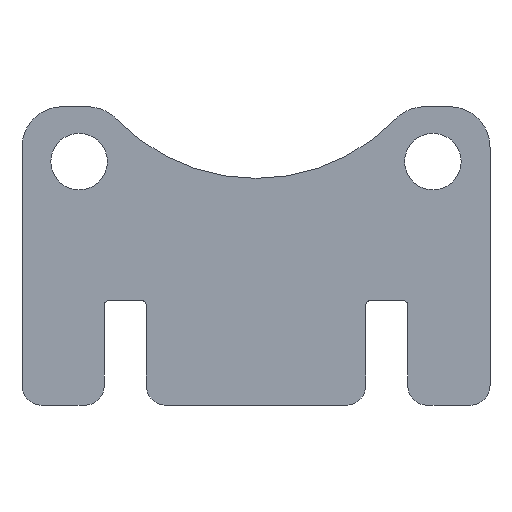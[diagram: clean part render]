
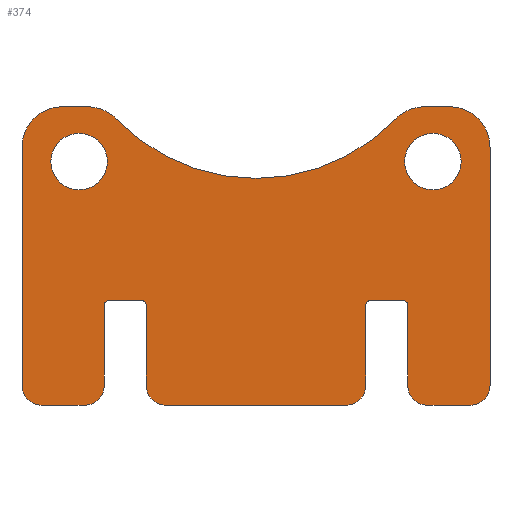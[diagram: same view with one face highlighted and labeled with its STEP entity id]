
A CAD part, front view. The second image highlights one B-rep face of the part: STEP entity #374.
In plain terms, the highlighted planar face has unit normal (0, -1, 0).
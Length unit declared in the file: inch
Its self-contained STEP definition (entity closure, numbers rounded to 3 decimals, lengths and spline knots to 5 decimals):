
#90=CARTESIAN_POINT('',(1.2,0.0,1.85));
#91=VERTEX_POINT('',#90);
#98=CARTESIAN_POINT('',(1.45,0.0,1.6));
#99=VERTEX_POINT('',#98);
#100=CARTESIAN_POINT('',(1.2,0.0,1.6));
#101=DIRECTION('',(0.0,1.0,0.0));
#102=DIRECTION('',(0.707,0.0,0.707));
#103=AXIS2_PLACEMENT_3D('',#100,#101,#102);
#104=CIRCLE('',#103,0.25);
#105=EDGE_CURVE('',#91,#99,#104,.T.);
#116=CARTESIAN_POINT('',(0.,0.0,0.80107));
#117=DIRECTION('',(0.0,1.0,0.0));
#118=DIRECTION('',(0.0,0.0,1.0));
#119=AXIS2_PLACEMENT_3D('',#116,#117,#118);
#120=PLANE('',#119);
#121=ORIENTED_EDGE('',*,*,#105,.F.);
#122=CARTESIAN_POINT('',(1.04422,0.0,1.85));
#123=VERTEX_POINT('',#122);
#124=CARTESIAN_POINT('',(1.04422,0.0,1.85));
#125=DIRECTION('',(1.0,0.0,0.0));
#126=VECTOR('',#125,0.15578);
#127=LINE('',#124,#126);
#128=EDGE_CURVE('',#123,#91,#127,.T.);
#129=ORIENTED_EDGE('',*,*,#128,.F.);
#130=CARTESIAN_POINT('',(0.86418,0.0,1.77345));
#131=VERTEX_POINT('',#130);
#132=CARTESIAN_POINT('',(1.04422,0.0,1.6));
#133=DIRECTION('',(0.0,1.0,0.0));
#134=DIRECTION('',(-0.391,0.0,0.92));
#135=AXIS2_PLACEMENT_3D('',#132,#133,#134);
#136=CIRCLE('',#135,0.25);
#137=EDGE_CURVE('',#131,#123,#136,.T.);
#138=ORIENTED_EDGE('',*,*,#137,.F.);
#139=CARTESIAN_POINT('',(-0.86418,0.0,1.77345));
#140=VERTEX_POINT('',#139);
#141=CARTESIAN_POINT('',(0.0,0.0,2.60603));
#142=DIRECTION('',(0.0,-1.0,0.0));
#143=DIRECTION('',(-0.777,0.0,0.63));
#144=AXIS2_PLACEMENT_3D('',#141,#142,#143);
#145=CIRCLE('',#144,1.2);
#146=EDGE_CURVE('',#140,#131,#145,.T.);
#147=ORIENTED_EDGE('',*,*,#146,.F.);
#148=CARTESIAN_POINT('',(-1.04422,0.0,1.85));
#149=VERTEX_POINT('',#148);
#150=CARTESIAN_POINT('',(-1.04422,0.0,1.6));
#151=DIRECTION('',(0.0,1.0,0.0));
#152=DIRECTION('',(0.391,0.0,0.92));
#153=AXIS2_PLACEMENT_3D('',#150,#151,#152);
#154=CIRCLE('',#153,0.25);
#155=EDGE_CURVE('',#149,#140,#154,.T.);
#156=ORIENTED_EDGE('',*,*,#155,.F.);
#157=CARTESIAN_POINT('',(-1.2,0.0,1.85));
#158=VERTEX_POINT('',#157);
#159=CARTESIAN_POINT('',(-1.2,0.0,1.85));
#160=DIRECTION('',(1.0,0.0,0.0));
#161=VECTOR('',#160,0.15578);
#162=LINE('',#159,#161);
#163=EDGE_CURVE('',#158,#149,#162,.T.);
#164=ORIENTED_EDGE('',*,*,#163,.F.);
#165=CARTESIAN_POINT('',(-1.45,0.0,1.6));
#166=VERTEX_POINT('',#165);
#167=CARTESIAN_POINT('',(-1.2,0.0,1.6));
#168=DIRECTION('',(0.0,1.0,0.0));
#169=DIRECTION('',(-0.707,0.0,0.707));
#170=AXIS2_PLACEMENT_3D('',#167,#168,#169);
#171=CIRCLE('',#170,0.25);
#172=EDGE_CURVE('',#166,#158,#171,.T.);
#173=ORIENTED_EDGE('',*,*,#172,.F.);
#174=CARTESIAN_POINT('',(-1.45,0.0,0.125));
#175=VERTEX_POINT('',#174);
#176=CARTESIAN_POINT('',(-1.45,0.0,0.125));
#177=DIRECTION('',(0.0,0.0,1.0));
#178=VECTOR('',#177,1.475);
#179=LINE('',#176,#178);
#180=EDGE_CURVE('',#175,#166,#179,.T.);
#181=ORIENTED_EDGE('',*,*,#180,.F.);
#182=CARTESIAN_POINT('',(-1.325,0.0,0.));
#183=VERTEX_POINT('',#182);
#184=CARTESIAN_POINT('',(-1.325,0.0,0.125));
#185=DIRECTION('',(0.0,1.0,0.0));
#186=DIRECTION('',(-0.707,0.0,-0.707));
#187=AXIS2_PLACEMENT_3D('',#184,#185,#186);
#188=CIRCLE('',#187,0.125);
#189=EDGE_CURVE('',#183,#175,#188,.T.);
#190=ORIENTED_EDGE('',*,*,#189,.F.);
#191=CARTESIAN_POINT('',(-1.065,0.0,0.));
#192=VERTEX_POINT('',#191);
#193=CARTESIAN_POINT('',(-1.065,0.0,0.));
#194=DIRECTION('',(-1.0,0.0,0.0));
#195=VECTOR('',#194,0.26);
#196=LINE('',#193,#195);
#197=EDGE_CURVE('',#192,#183,#196,.T.);
#198=ORIENTED_EDGE('',*,*,#197,.F.);
#199=CARTESIAN_POINT('',(-0.94,0.0,0.125));
#200=VERTEX_POINT('',#199);
#201=CARTESIAN_POINT('',(-1.065,0.0,0.125));
#202=DIRECTION('',(0.0,1.0,0.0));
#203=DIRECTION('',(0.707,0.0,-0.707));
#204=AXIS2_PLACEMENT_3D('',#201,#202,#203);
#205=CIRCLE('',#204,0.125);
#206=EDGE_CURVE('',#200,#192,#205,.T.);
#207=ORIENTED_EDGE('',*,*,#206,.F.);
#208=CARTESIAN_POINT('',(-0.94,0.0,0.62));
#209=VERTEX_POINT('',#208);
#210=CARTESIAN_POINT('',(-0.94,0.0,0.62));
#211=DIRECTION('',(0.0,0.0,-1.0));
#212=VECTOR('',#211,0.495);
#213=LINE('',#210,#212);
#214=EDGE_CURVE('',#209,#200,#213,.T.);
#215=ORIENTED_EDGE('',*,*,#214,.F.);
#216=CARTESIAN_POINT('',(-0.91,0.0,0.65));
#217=VERTEX_POINT('',#216);
#218=CARTESIAN_POINT('',(-0.91,0.0,0.62));
#219=DIRECTION('',(0.0,-1.0,0.0));
#220=DIRECTION('',(-0.707,0.0,0.707));
#221=AXIS2_PLACEMENT_3D('',#218,#219,#220);
#222=CIRCLE('',#221,0.03);
#223=EDGE_CURVE('',#217,#209,#222,.T.);
#224=ORIENTED_EDGE('',*,*,#223,.F.);
#225=CARTESIAN_POINT('',(-0.71,0.0,0.65));
#226=VERTEX_POINT('',#225);
#227=CARTESIAN_POINT('',(-0.71,0.0,0.65));
#228=DIRECTION('',(-1.0,0.0,0.0));
#229=VECTOR('',#228,0.2);
#230=LINE('',#227,#229);
#231=EDGE_CURVE('',#226,#217,#230,.T.);
#232=ORIENTED_EDGE('',*,*,#231,.F.);
#233=CARTESIAN_POINT('',(-0.68,0.0,0.62));
#234=VERTEX_POINT('',#233);
#235=CARTESIAN_POINT('',(-0.71,0.0,0.62));
#236=DIRECTION('',(0.0,-1.0,0.0));
#237=DIRECTION('',(0.707,0.0,0.707));
#238=AXIS2_PLACEMENT_3D('',#235,#236,#237);
#239=CIRCLE('',#238,0.03);
#240=EDGE_CURVE('',#234,#226,#239,.T.);
#241=ORIENTED_EDGE('',*,*,#240,.F.);
#242=CARTESIAN_POINT('',(-0.68,0.0,0.125));
#243=VERTEX_POINT('',#242);
#244=CARTESIAN_POINT('',(-0.68,0.0,0.125));
#245=DIRECTION('',(0.0,0.0,1.0));
#246=VECTOR('',#245,0.495);
#247=LINE('',#244,#246);
#248=EDGE_CURVE('',#243,#234,#247,.T.);
#249=ORIENTED_EDGE('',*,*,#248,.F.);
#250=CARTESIAN_POINT('',(-0.555,0.0,0.0));
#251=VERTEX_POINT('',#250);
#252=CARTESIAN_POINT('',(-0.555,0.0,0.125));
#253=DIRECTION('',(0.0,1.0,0.0));
#254=DIRECTION('',(-0.707,0.0,-0.707));
#255=AXIS2_PLACEMENT_3D('',#252,#253,#254);
#256=CIRCLE('',#255,0.125);
#257=EDGE_CURVE('',#251,#243,#256,.T.);
#258=ORIENTED_EDGE('',*,*,#257,.F.);
#259=CARTESIAN_POINT('',(0.555,0.0,0.0));
#260=VERTEX_POINT('',#259);
#261=CARTESIAN_POINT('',(0.555,0.0,0.0));
#262=DIRECTION('',(-1.0,0.0,0.0));
#263=VECTOR('',#262,1.11);
#264=LINE('',#261,#263);
#265=EDGE_CURVE('',#260,#251,#264,.T.);
#266=ORIENTED_EDGE('',*,*,#265,.F.);
#267=CARTESIAN_POINT('',(0.68,0.0,0.125));
#268=VERTEX_POINT('',#267);
#269=CARTESIAN_POINT('',(0.555,0.0,0.125));
#270=DIRECTION('',(0.0,1.0,0.0));
#271=DIRECTION('',(0.707,0.0,-0.707));
#272=AXIS2_PLACEMENT_3D('',#269,#270,#271);
#273=CIRCLE('',#272,0.125);
#274=EDGE_CURVE('',#268,#260,#273,.T.);
#275=ORIENTED_EDGE('',*,*,#274,.F.);
#276=CARTESIAN_POINT('',(0.68,0.0,0.62));
#277=VERTEX_POINT('',#276);
#278=CARTESIAN_POINT('',(0.68,0.0,0.62));
#279=DIRECTION('',(0.0,0.0,-1.0));
#280=VECTOR('',#279,0.495);
#281=LINE('',#278,#280);
#282=EDGE_CURVE('',#277,#268,#281,.T.);
#283=ORIENTED_EDGE('',*,*,#282,.F.);
#284=CARTESIAN_POINT('',(0.71,0.0,0.65));
#285=VERTEX_POINT('',#284);
#286=CARTESIAN_POINT('',(0.71,0.0,0.62));
#287=DIRECTION('',(0.0,-1.0,0.0));
#288=DIRECTION('',(-0.707,0.0,0.707));
#289=AXIS2_PLACEMENT_3D('',#286,#287,#288);
#290=CIRCLE('',#289,0.03);
#291=EDGE_CURVE('',#285,#277,#290,.T.);
#292=ORIENTED_EDGE('',*,*,#291,.F.);
#293=CARTESIAN_POINT('',(0.91,0.0,0.65));
#294=VERTEX_POINT('',#293);
#295=CARTESIAN_POINT('',(0.91,0.0,0.65));
#296=DIRECTION('',(-1.0,0.0,0.0));
#297=VECTOR('',#296,0.2);
#298=LINE('',#295,#297);
#299=EDGE_CURVE('',#294,#285,#298,.T.);
#300=ORIENTED_EDGE('',*,*,#299,.F.);
#301=CARTESIAN_POINT('',(0.94,0.0,0.62));
#302=VERTEX_POINT('',#301);
#303=CARTESIAN_POINT('',(0.91,0.0,0.62));
#304=DIRECTION('',(0.0,-1.0,0.0));
#305=DIRECTION('',(0.707,0.0,0.707));
#306=AXIS2_PLACEMENT_3D('',#303,#304,#305);
#307=CIRCLE('',#306,0.03);
#308=EDGE_CURVE('',#302,#294,#307,.T.);
#309=ORIENTED_EDGE('',*,*,#308,.F.);
#310=CARTESIAN_POINT('',(0.94,0.0,0.125));
#311=VERTEX_POINT('',#310);
#312=CARTESIAN_POINT('',(0.94,0.0,0.125));
#313=DIRECTION('',(0.0,0.0,1.0));
#314=VECTOR('',#313,0.495);
#315=LINE('',#312,#314);
#316=EDGE_CURVE('',#311,#302,#315,.T.);
#317=ORIENTED_EDGE('',*,*,#316,.F.);
#318=CARTESIAN_POINT('',(1.065,0.0,0.));
#319=VERTEX_POINT('',#318);
#320=CARTESIAN_POINT('',(1.065,0.0,0.125));
#321=DIRECTION('',(0.0,1.0,0.0));
#322=DIRECTION('',(-0.707,0.0,-0.707));
#323=AXIS2_PLACEMENT_3D('',#320,#321,#322);
#324=CIRCLE('',#323,0.125);
#325=EDGE_CURVE('',#319,#311,#324,.T.);
#326=ORIENTED_EDGE('',*,*,#325,.F.);
#327=CARTESIAN_POINT('',(1.325,0.0,0.));
#328=VERTEX_POINT('',#327);
#329=CARTESIAN_POINT('',(1.325,0.0,0.));
#330=DIRECTION('',(-1.0,0.0,0.0));
#331=VECTOR('',#330,0.26);
#332=LINE('',#329,#331);
#333=EDGE_CURVE('',#328,#319,#332,.T.);
#334=ORIENTED_EDGE('',*,*,#333,.F.);
#335=CARTESIAN_POINT('',(1.45,0.0,0.125));
#336=VERTEX_POINT('',#335);
#337=CARTESIAN_POINT('',(1.325,0.0,0.125));
#338=DIRECTION('',(0.0,1.0,0.0));
#339=DIRECTION('',(0.707,0.0,-0.707));
#340=AXIS2_PLACEMENT_3D('',#337,#338,#339);
#341=CIRCLE('',#340,0.125);
#342=EDGE_CURVE('',#336,#328,#341,.T.);
#343=ORIENTED_EDGE('',*,*,#342,.F.);
#344=CARTESIAN_POINT('',(1.45,0.0,1.6));
#345=DIRECTION('',(0.0,0.0,-1.0));
#346=VECTOR('',#345,1.475);
#347=LINE('',#344,#346);
#348=EDGE_CURVE('',#99,#336,#347,.T.);
#349=ORIENTED_EDGE('',*,*,#348,.F.);
#350=EDGE_LOOP('',(#121,#129,#138,#147,#156,#164,#173,#181,#190,#198,#207,#215,#224,#232,#241,#249,#258,#266,#275,#283,#292,#300,#309,#317,#326,#334,#343,#349));
#351=FACE_OUTER_BOUND('',#350,.T.);
#352=CARTESIAN_POINT('',(-1.271,0.0,1.51));
#353=VERTEX_POINT('',#352);
#354=CARTESIAN_POINT('',(-1.096,0.0,1.51));
#355=DIRECTION('',(0.0,1.0,0.0));
#356=DIRECTION('',(1.0,0.0,0.0));
#357=AXIS2_PLACEMENT_3D('',#354,#355,#356);
#358=CIRCLE('',#357,0.175);
#359=EDGE_CURVE('',#353,#353,#358,.T.);
#360=ORIENTED_EDGE('',*,*,#359,.T.);
#361=EDGE_LOOP('',(#360));
#362=FACE_BOUND('',#361,.T.);
#363=CARTESIAN_POINT('',(0.921,0.0,1.51));
#364=VERTEX_POINT('',#363);
#365=CARTESIAN_POINT('',(1.096,0.0,1.51));
#366=DIRECTION('',(0.0,1.0,0.0));
#367=DIRECTION('',(1.0,0.0,0.0));
#368=AXIS2_PLACEMENT_3D('',#365,#366,#367);
#369=CIRCLE('',#368,0.175);
#370=EDGE_CURVE('',#364,#364,#369,.T.);
#371=ORIENTED_EDGE('',*,*,#370,.T.);
#372=EDGE_LOOP('',(#371));
#373=FACE_BOUND('',#372,.T.);
#374=ADVANCED_FACE('',(#351,#362,#373),#120,.F.);
